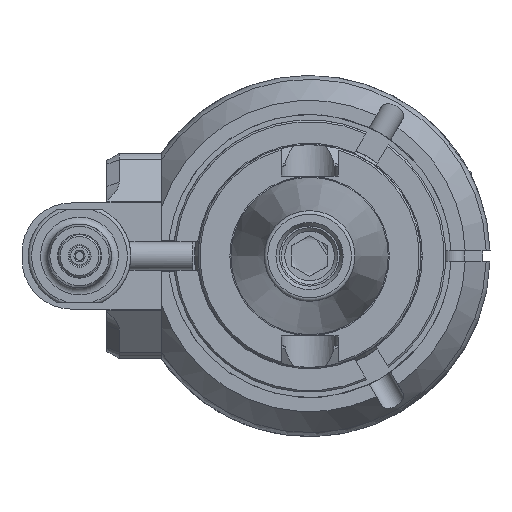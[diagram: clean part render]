
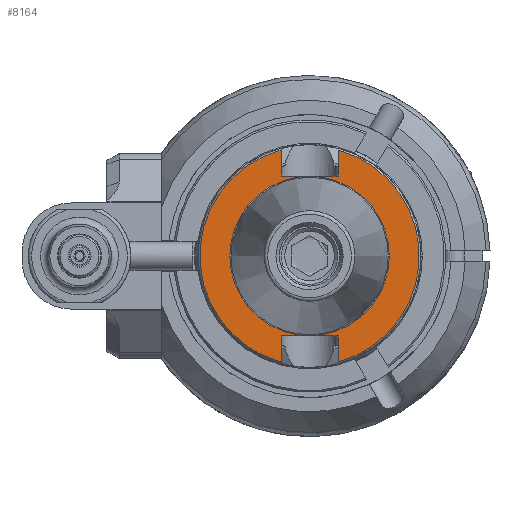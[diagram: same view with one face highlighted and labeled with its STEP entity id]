
A CAD part, left-side view. The second image highlights one B-rep face of the part: STEP entity #8164.
In plain terms, the highlighted planar face has unit normal (-1, 0, 0).
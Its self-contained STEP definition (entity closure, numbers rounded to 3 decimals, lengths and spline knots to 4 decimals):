
#457=FACE_BOUND('',#1934,.T.);
#910=CIRCLE('',#9019,0.8868);
#912=CIRCLE('',#9022,1.2205);
#913=CIRCLE('',#9023,1.2205);
#1375=FACE_OUTER_BOUND('',#1933,.T.);
#1933=EDGE_LOOP('',(#6999,#7000,#7001,#7002,#7003,#7004,#7005,#7006));
#1934=EDGE_LOOP('',(#7007));
#2510=LINE('',#43807,#3082);
#2511=LINE('',#43809,#3083);
#2512=LINE('',#43811,#3084);
#2513=LINE('',#43815,#3085);
#2514=LINE('',#43817,#3086);
#2515=LINE('',#43818,#3087);
#3082=VECTOR('',#11051,0.2888);
#3083=VECTOR('',#11052,0.6339);
#3084=VECTOR('',#11053,0.2888);
#3085=VECTOR('',#11056,0.2888);
#3086=VECTOR('',#11057,0.6339);
#3087=VECTOR('',#11058,0.2888);
#3805=VERTEX_POINT('',#43799);
#3806=VERTEX_POINT('',#43803);
#3807=VERTEX_POINT('',#43804);
#3808=VERTEX_POINT('',#43806);
#3809=VERTEX_POINT('',#43808);
#3810=VERTEX_POINT('',#43810);
#3811=VERTEX_POINT('',#43812);
#3812=VERTEX_POINT('',#43814);
#3813=VERTEX_POINT('',#43816);
#4900=EDGE_CURVE('',#3805,#3805,#910,.T.);
#4902=EDGE_CURVE('',#3806,#3807,#912,.T.);
#4903=EDGE_CURVE('',#3808,#3807,#2510,.T.);
#4904=EDGE_CURVE('',#3808,#3809,#2511,.T.);
#4905=EDGE_CURVE('',#3810,#3809,#2512,.T.);
#4906=EDGE_CURVE('',#3810,#3811,#913,.T.);
#4907=EDGE_CURVE('',#3812,#3811,#2513,.T.);
#4908=EDGE_CURVE('',#3813,#3812,#2514,.T.);
#4909=EDGE_CURVE('',#3806,#3813,#2515,.T.);
#6999=ORIENTED_EDGE('',*,*,#4902,.T.);
#7000=ORIENTED_EDGE('',*,*,#4903,.F.);
#7001=ORIENTED_EDGE('',*,*,#4904,.T.);
#7002=ORIENTED_EDGE('',*,*,#4905,.F.);
#7003=ORIENTED_EDGE('',*,*,#4906,.T.);
#7004=ORIENTED_EDGE('',*,*,#4907,.F.);
#7005=ORIENTED_EDGE('',*,*,#4908,.F.);
#7006=ORIENTED_EDGE('',*,*,#4909,.F.);
#7007=ORIENTED_EDGE('',*,*,#4900,.T.);
#7730=PLANE('',#9021);
#8164=ADVANCED_FACE('',(#1375,#457),#7730,.F.);
#9019=AXIS2_PLACEMENT_3D('',#43800,#11043,#11044);
#9021=AXIS2_PLACEMENT_3D('',#43802,#11047,#11048);
#9022=AXIS2_PLACEMENT_3D('',#43805,#11049,#11050);
#9023=AXIS2_PLACEMENT_3D('',#43813,#11054,#11055);
#11043=DIRECTION('center_axis',(1.,0.,0.));
#11044=DIRECTION('ref_axis',(0.,1.,0.));
#11047=DIRECTION('center_axis',(1.,0.,0.));
#11048=DIRECTION('ref_axis',(0.,-1.,0.));
#11049=DIRECTION('center_axis',(-1.,0.,0.));
#11050=DIRECTION('ref_axis',(0.,-0.26,-0.966));
#11051=DIRECTION('',(0.,0.,1.));
#11052=DIRECTION('',(0.,1.,0.));
#11053=DIRECTION('',(0.,0.,-1.));
#11054=DIRECTION('center_axis',(-1.,0.,0.));
#11055=DIRECTION('ref_axis',(0.,0.26,0.966));
#11056=DIRECTION('',(0.,0.,-1.));
#11057=DIRECTION('',(0.,1.,0.));
#11058=DIRECTION('',(0.,0.,1.));
#43799=CARTESIAN_POINT('',(-3.3071,0.8868,0.));
#43800=CARTESIAN_POINT('Origin',(-3.3071,0.,0.));
#43802=CARTESIAN_POINT('Origin',(-3.3071,-0.8927,0.));
#43803=CARTESIAN_POINT('',(-3.3071,-0.3169,-1.1786));
#43804=CARTESIAN_POINT('',(-3.3071,-0.3169,1.1786));
#43805=CARTESIAN_POINT('Origin',(-3.3071,0.,0.));
#43806=CARTESIAN_POINT('',(-3.3071,-0.3169,0.8898));
#43807=CARTESIAN_POINT('',(-3.3071,-0.3169,0.8898));
#43808=CARTESIAN_POINT('',(-3.3071,0.3169,0.8898));
#43809=CARTESIAN_POINT('',(-3.3071,-0.3169,0.8898));
#43810=CARTESIAN_POINT('',(-3.3071,0.3169,1.1786));
#43811=CARTESIAN_POINT('',(-3.3071,0.3169,1.1786));
#43812=CARTESIAN_POINT('',(-3.3071,0.3169,-1.1786));
#43813=CARTESIAN_POINT('Origin',(-3.3071,0.,0.));
#43814=CARTESIAN_POINT('',(-3.3071,0.3169,-0.8898));
#43815=CARTESIAN_POINT('',(-3.3071,0.3169,-0.8898));
#43816=CARTESIAN_POINT('',(-3.3071,-0.3169,-0.8898));
#43817=CARTESIAN_POINT('',(-3.3071,-0.3169,-0.8898));
#43818=CARTESIAN_POINT('',(-3.3071,-0.3169,-1.1786));
